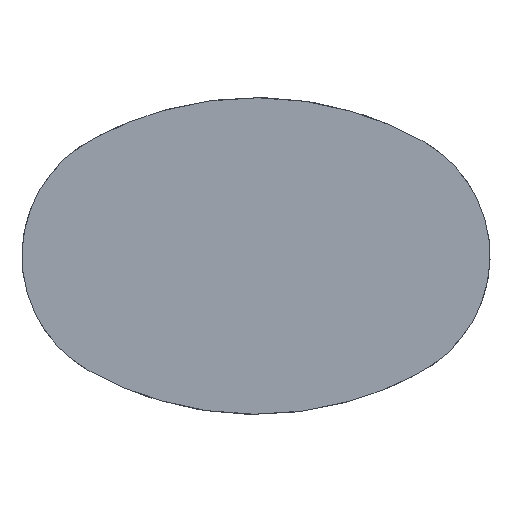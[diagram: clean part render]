
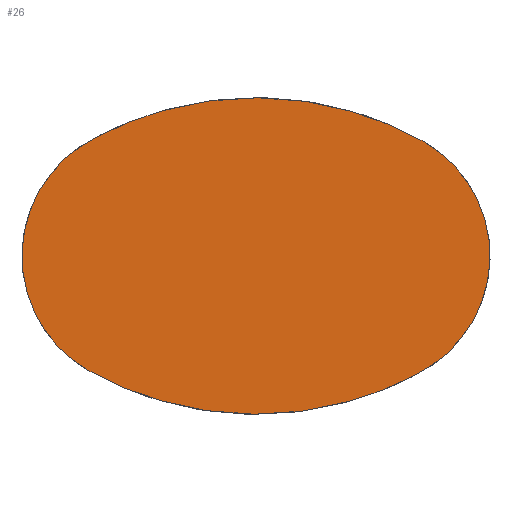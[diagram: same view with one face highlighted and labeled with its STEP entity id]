
A CAD part, top view. The second image highlights one B-rep face of the part: STEP entity #26.
In plain terms, the highlighted free-form (B-spline) face has degree [1, 1] with [2, 2] control points.
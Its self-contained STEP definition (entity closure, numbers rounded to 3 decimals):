
#26=ADVANCED_FACE($,(#40),#152,.T.);
#40=FACE_OUTER_BOUND($,#54,.T.);
#54=EDGE_LOOP($,(#84,#85));
#84=ORIENTED_EDGE($,*,*,#122,.F.);
#85=ORIENTED_EDGE($,*,*,#116,.F.);
#116=EDGE_CURVE($,#134,#137,#168,.T.);
#122=EDGE_CURVE($,#137,#134,#172,.T.);
#134=VERTEX_POINT($,#528);
#137=VERTEX_POINT($,#531);
#152=B_SPLINE_SURFACE_WITH_KNOTS($,1,1,((#436,#437),(#438,#439)),.UNSPECIFIED.,
.F.,.F.,.F.,(2,2),(2,2),(-52.351,314.85),(-454.998,
77.381),.UNSPECIFIED.);
#168=(
BOUNDED_CURVE()
B_SPLINE_CURVE(2,(#382,#383,#384,#385,#386,#387,#388),.UNSPECIFIED.,.F.,
.F.)
B_SPLINE_CURVE_WITH_KNOTS((3,2,2,3),(-319.629,-159.814,
0.,394.183),.UNSPECIFIED.)
CURVE()
GEOMETRIC_REPRESENTATION_ITEM()
RATIONAL_B_SPLINE_CURVE((1.,0.861,1.,0.861,1.,0.875,
1.))
REPRESENTATION_ITEM($)
);
#172=(
BOUNDED_CURVE()
B_SPLINE_CURVE(2,(#411,#412,#413,#414,#415,#416,#417),.UNSPECIFIED.,.F.,
.F.)
B_SPLINE_CURVE_WITH_KNOTS((3,2,2,3),(394.183,553.998,713.812,
1107.995),.UNSPECIFIED.)
CURVE()
GEOMETRIC_REPRESENTATION_ITEM()
RATIONAL_B_SPLINE_CURVE((1.,0.861,1.,0.861,1.,0.875,
1.))
REPRESENTATION_ITEM($)
);
#382=CARTESIAN_POINT($,(-8081.126,5257.571,474.));
#383=CARTESIAN_POINT($,(-8003.745,5214.757,474.));
#384=CARTESIAN_POINT($,(-8003.745,5126.321,474.));
#385=CARTESIAN_POINT($,(-8003.745,5037.886,474.));
#386=CARTESIAN_POINT($,(-8081.126,4995.072,474.));
#387=CARTESIAN_POINT($,(-8269.935,4890.606,474.));
#388=CARTESIAN_POINT($,(-8458.744,4995.072,474.));
#411=CARTESIAN_POINT($,(-8458.744,4995.072,474.));
#412=CARTESIAN_POINT($,(-8536.124,5037.886,474.));
#413=CARTESIAN_POINT($,(-8536.124,5126.321,474.));
#414=CARTESIAN_POINT($,(-8536.124,5214.757,474.));
#415=CARTESIAN_POINT($,(-8458.744,5257.571,474.));
#416=CARTESIAN_POINT($,(-8269.935,5362.037,474.));
#417=CARTESIAN_POINT($,(-8081.126,5257.571,474.));
#436=CARTESIAN_POINT($,(-8536.124,5309.922,474.));
#437=CARTESIAN_POINT($,(-8003.745,5309.922,474.));
#438=CARTESIAN_POINT($,(-8536.124,4942.721,474.));
#439=CARTESIAN_POINT($,(-8003.745,4942.721,474.));
#528=CARTESIAN_POINT($,(-8081.126,5257.571,474.));
#531=CARTESIAN_POINT($,(-8458.744,4995.072,474.));
